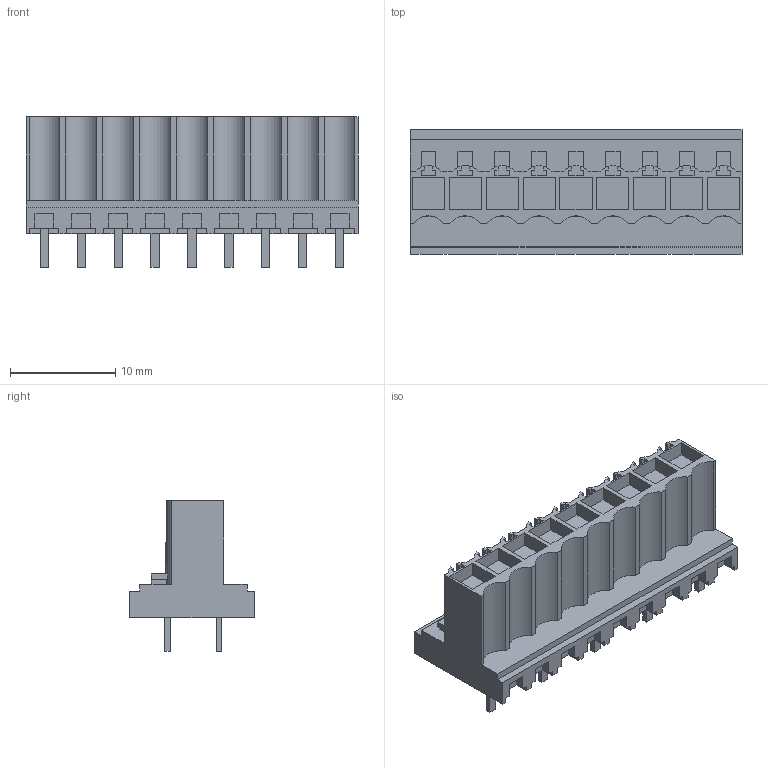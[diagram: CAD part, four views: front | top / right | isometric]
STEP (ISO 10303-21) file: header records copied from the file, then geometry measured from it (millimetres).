
FILE_DESCRIPTION(('CATIA V5 STEP Exchange','CAx-IF Rec.Pracs.--- Model Styling and Organization---1.2---2011-12-15'),'2;1');
FILE_NAME ('D1464002_0_4286330000_4286330000.stp','2017-04-29T07:26:36+00:00',('none'),('Weidmueller'),'CATIA Version 5-6 Release 2014','CATIA V5 STEP AP214','none');
FILE_SCHEMA(('AUTOMOTIVE_DESIGN { 1 0 10303 214 1 1 1 1 }'));
Length unit declared in the file: millimetre
Products named in the file (1): 4286330000
Bounding box: 31.5 x 11.85 x 14.3 mm (x, y, z)
Volume: 2041.6 mm3; surface area: 2190.7 mm2
Topology: 10 solids, 10 shells, 437 faces, 1272 edges, 864 vertices
Faces by surface type: plane 419, cylinder 18
Entity records: 13299 total; most frequent: ORIENTED_EDGE 2544, CARTESIAN_POINT 2392, DIRECTION 1782, EDGE_CURVE 1272, VECTOR 1182, LINE 1182, VERTEX_POINT 864, EDGE_LOOP 446
